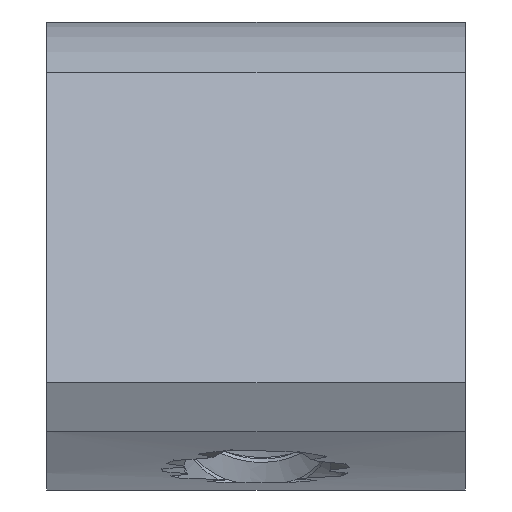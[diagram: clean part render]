
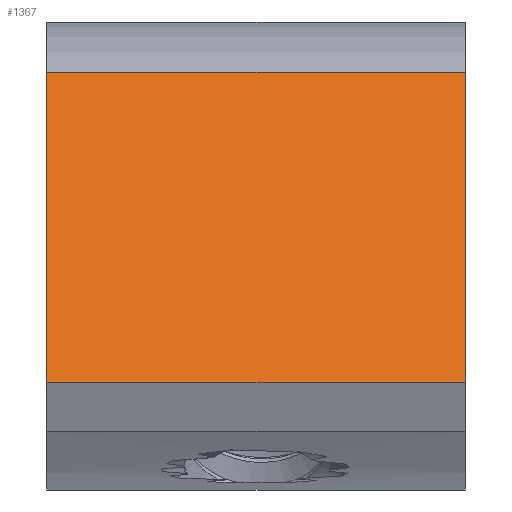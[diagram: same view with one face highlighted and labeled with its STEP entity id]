
A CAD part, left-side view. The second image highlights one B-rep face of the part: STEP entity #1367.
In plain terms, the highlighted planar face has unit normal (-0.657, 0, 0.753).
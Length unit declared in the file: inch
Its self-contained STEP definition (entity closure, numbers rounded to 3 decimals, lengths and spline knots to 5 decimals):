
#47=PLANE('',#1455);
#133=FACE_OUTER_BOUND('',#213,.T.);
#213=EDGE_LOOP('',(#1219,#1220,#1221,#1222));
#382=LINE('',#2487,#451);
#401=LINE('',#2533,#470);
#411=LINE('',#3636,#480);
#413=LINE('',#5420,#482);
#451=VECTOR('',#1559,0.3937);
#470=VECTOR('',#1590,0.3937);
#480=VECTOR('',#1622,0.3937);
#482=VECTOR('',#1662,0.3937);
#555=VERTEX_POINT('',#2484);
#556=VERTEX_POINT('',#2486);
#576=VERTEX_POINT('',#2530);
#577=VERTEX_POINT('',#2532);
#712=EDGE_CURVE('',#555,#556,#382,.T.);
#735=EDGE_CURVE('',#576,#577,#401,.T.);
#800=EDGE_CURVE('',#577,#555,#411,.T.);
#828=EDGE_CURVE('',#576,#556,#413,.T.);
#1219=ORIENTED_EDGE('',*,*,#735,.F.);
#1220=ORIENTED_EDGE('',*,*,#828,.T.);
#1221=ORIENTED_EDGE('',*,*,#712,.F.);
#1222=ORIENTED_EDGE('',*,*,#800,.F.);
#1367=ADVANCED_FACE('',(#133),#47,.T.);
#1455=AXIS2_PLACEMENT_3D('',#5419,#1660,#1661);
#1559=DIRECTION('',(0.753,0.,0.658));
#1590=DIRECTION('',(-0.753,0.,-0.658));
#1622=DIRECTION('',(0.,1.,0.));
#1660=DIRECTION('center_axis',(-0.658,0.,0.753));
#1661=DIRECTION('ref_axis',(-0.753,0.,-0.658));
#1662=DIRECTION('',(0.,1.,0.));
#2484=CARTESIAN_POINT('',(-0.35903,1.403,0.03575));
#2486=CARTESIAN_POINT('',(-0.09863,1.403,0.26301));
#2487=CARTESIAN_POINT('',(-0.4,1.403,0.));
#2530=CARTESIAN_POINT('',(-0.09863,1.097,0.26301));
#2532=CARTESIAN_POINT('',(-0.35903,1.097,0.03575));
#2533=CARTESIAN_POINT('',(-0.4,1.097,0.));
#3636=CARTESIAN_POINT('',(-0.35903,1.3265,0.03575));
#5419=CARTESIAN_POINT('Origin',(-0.09863,1.403,0.26301));
#5420=CARTESIAN_POINT('',(-0.09863,1.,0.26301));
